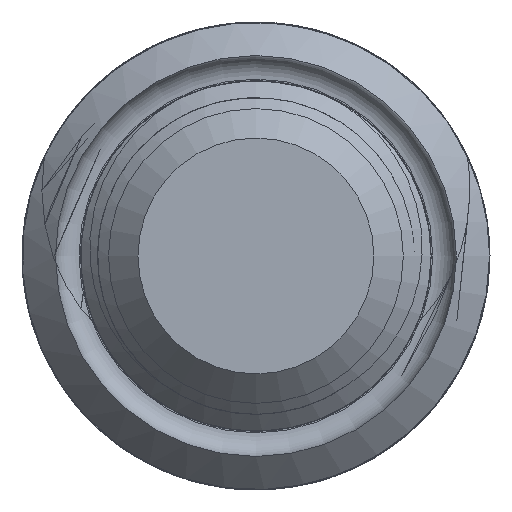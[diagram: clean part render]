
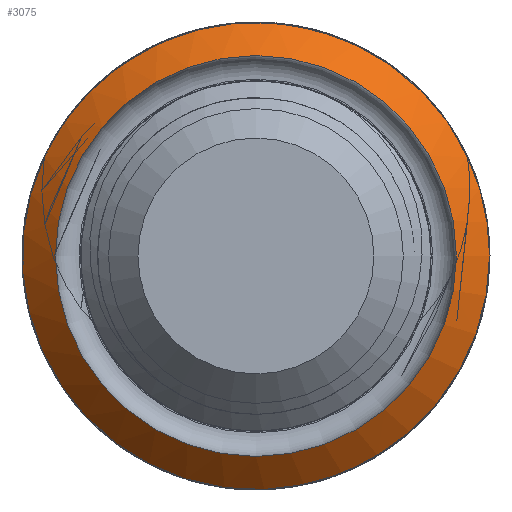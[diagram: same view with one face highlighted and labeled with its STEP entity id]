
A CAD part, left-side view. The second image highlights one B-rep face of the part: STEP entity #3075.
In plain terms, the highlighted conical face has half-angle 45 degrees and reference radius 7.4 mm.
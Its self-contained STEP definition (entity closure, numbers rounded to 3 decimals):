
#19=CONICAL_SURFACE('',#3279,7.4,0.785);
#199=FACE_OUTER_BOUND('',#371,.T.);
#371=EDGE_LOOP('',(#2723,#2724,#2725,#2726,#2727,#2728,#2729));
#386=CIRCLE('',#3102,7.925);
#397=CIRCLE('',#3256,7.925);
#398=CIRCLE('',#3257,7.925);
#408=CIRCLE('',#3277,6.8);
#409=CIRCLE('',#3278,6.8);
#859=LINE('',#16912,#1009);
#1009=VECTOR('',#3807,7.4);
#1017=VERTEX_POINT('',#3864);
#1018=VERTEX_POINT('',#3878);
#1310=VERTEX_POINT('',#14694);
#1319=VERTEX_POINT('',#16906);
#1320=VERTEX_POINT('',#16908);
#1333=EDGE_CURVE('',#1017,#1018,#386,.T.);
#1772=EDGE_CURVE('',#1018,#1310,#397,.T.);
#1773=EDGE_CURVE('',#1310,#1017,#398,.T.);
#1790=EDGE_CURVE('',#1320,#1319,#408,.T.);
#1791=EDGE_CURVE('',#1319,#1320,#409,.T.);
#1792=EDGE_CURVE('',#1310,#1320,#859,.T.);
#2723=ORIENTED_EDGE('',*,*,#1772,.F.);
#2724=ORIENTED_EDGE('',*,*,#1333,.F.);
#2725=ORIENTED_EDGE('',*,*,#1773,.F.);
#2726=ORIENTED_EDGE('',*,*,#1792,.T.);
#2727=ORIENTED_EDGE('',*,*,#1790,.T.);
#2728=ORIENTED_EDGE('',*,*,#1791,.T.);
#2729=ORIENTED_EDGE('',*,*,#1792,.F.);
#3075=ADVANCED_FACE('',(#199),#19,.T.);
#3102=AXIS2_PLACEMENT_3D('',#3879,#3308,#3309);
#3256=AXIS2_PLACEMENT_3D('',#14695,#3754,#3755);
#3257=AXIS2_PLACEMENT_3D('',#14696,#3756,#3757);
#3277=AXIS2_PLACEMENT_3D('',#16909,#3801,#3802);
#3278=AXIS2_PLACEMENT_3D('',#16910,#3803,#3804);
#3279=AXIS2_PLACEMENT_3D('',#16911,#3805,#3806);
#3308=DIRECTION('center_axis',(1.,0.,0.));
#3309=DIRECTION('ref_axis',(0.,1.,0.));
#3754=DIRECTION('center_axis',(1.,0.,0.));
#3755=DIRECTION('ref_axis',(0.,1.,0.));
#3756=DIRECTION('center_axis',(1.,0.,0.));
#3757=DIRECTION('ref_axis',(0.,1.,0.));
#3801=DIRECTION('center_axis',(1.,0.,0.));
#3802=DIRECTION('ref_axis',(0.,0.,-1.));
#3803=DIRECTION('center_axis',(1.,0.,0.));
#3804=DIRECTION('ref_axis',(0.,0.,-1.));
#3805=DIRECTION('center_axis',(1.,0.,0.));
#3806=DIRECTION('ref_axis',(0.,1.,0.));
#3807=DIRECTION('',(-0.707,0.707,0.));
#3864=CARTESIAN_POINT('',(55.125,7.18,3.357));
#3878=CARTESIAN_POINT('',(55.125,-7.18,3.356));
#3879=CARTESIAN_POINT('Origin',(55.125,0.,0.));
#14694=CARTESIAN_POINT('',(55.125,-7.925,0.));
#14695=CARTESIAN_POINT('Origin',(55.125,0.,0.));
#14696=CARTESIAN_POINT('Origin',(55.125,0.,0.));
#16906=CARTESIAN_POINT('',(54.,0.,6.8));
#16908=CARTESIAN_POINT('',(54.,-6.8,0.));
#16909=CARTESIAN_POINT('Origin',(54.,0.,0.));
#16910=CARTESIAN_POINT('Origin',(54.,0.,0.));
#16911=CARTESIAN_POINT('Origin',(54.6,0.,0.));
#16912=CARTESIAN_POINT('',(54.6,-7.4,0.));
